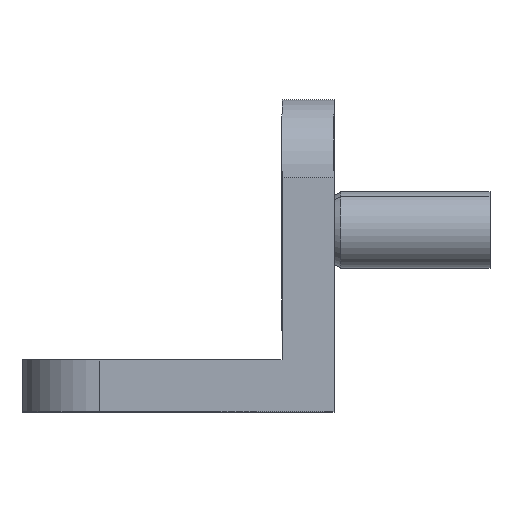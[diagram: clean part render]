
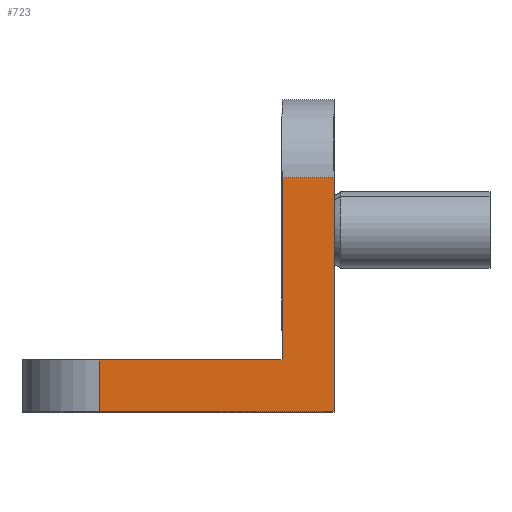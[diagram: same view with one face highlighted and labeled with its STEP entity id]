
A CAD part, front view. The second image highlights one B-rep face of the part: STEP entity #723.
In plain terms, the highlighted planar face has unit normal (0, -1, 0).
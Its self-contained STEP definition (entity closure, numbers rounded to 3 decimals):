
#701=AXIS2_PLACEMENT_3D('Plane Axis2P3D',#698,#699,#700) ;
#334=CARTESIAN_POINT('Vertex',(10.,0.,9.)) ;
#362=CARTESIAN_POINT('Vertex',(10.,0.,2.)) ;
#365=CARTESIAN_POINT('Line Origine',(10.,0.,5.5)) ;
#440=CARTESIAN_POINT('Vertex',(12.,0.,9.)) ;
#445=CARTESIAN_POINT('Line Origine',(12.,0.,4.5)) ;
#449=CARTESIAN_POINT('Vertex',(12.,0.,0.)) ;
#555=CARTESIAN_POINT('Vertex',(3.,0.,2.)) ;
#558=CARTESIAN_POINT('Line Origine',(6.5,0.,2.)) ;
#686=CARTESIAN_POINT('Line Origine',(7.5,0.,9.)) ;
#698=CARTESIAN_POINT('Axis2P3D Location',(12.,0.,7.25)) ;
#703=CARTESIAN_POINT('Line Origine',(3.,0.,1.)) ;
#707=CARTESIAN_POINT('Vertex',(3.,0.,0.)) ;
#710=CARTESIAN_POINT('Line Origine',(7.5,0.,0.)) ;
#366=DIRECTION('Vector Direction',(0.,0.,1.)) ;
#446=DIRECTION('Vector Direction',(0.,0.,-1.)) ;
#559=DIRECTION('Vector Direction',(-1.,0.,0.)) ;
#687=DIRECTION('Vector Direction',(-1.,0.,0.)) ;
#699=DIRECTION('Axis2P3D Direction',(0.,-1.,0.)) ;
#700=DIRECTION('Axis2P3D XDirection',(0.,0.,1.)) ;
#704=DIRECTION('Vector Direction',(0.,0.,1.)) ;
#711=DIRECTION('Vector Direction',(-1.,0.,0.)) ;
#367=VECTOR('Line Direction',#366,1.) ;
#447=VECTOR('Line Direction',#446,1.) ;
#560=VECTOR('Line Direction',#559,1.) ;
#688=VECTOR('Line Direction',#687,1.) ;
#705=VECTOR('Line Direction',#704,1.) ;
#712=VECTOR('Line Direction',#711,1.) ;
#716=ORIENTED_EDGE('',*,*,#369,.F.) ;
#717=ORIENTED_EDGE('',*,*,#562,.T.) ;
#718=ORIENTED_EDGE('',*,*,#709,.F.) ;
#719=ORIENTED_EDGE('',*,*,#714,.F.) ;
#720=ORIENTED_EDGE('',*,*,#451,.F.) ;
#721=ORIENTED_EDGE('',*,*,#690,.T.) ;
#723=ADVANCED_FACE('Winkel',(#722),#702,.T.) ;
#369=EDGE_CURVE('',#363,#335,#368,.T.) ;
#451=EDGE_CURVE('',#441,#450,#448,.T.) ;
#562=EDGE_CURVE('',#363,#556,#561,.T.) ;
#690=EDGE_CURVE('',#441,#335,#689,.T.) ;
#709=EDGE_CURVE('',#708,#556,#706,.T.) ;
#714=EDGE_CURVE('',#450,#708,#713,.T.) ;
#715=EDGE_LOOP('',(#716,#717,#718,#719,#720,#721)) ;
#722=FACE_OUTER_BOUND('',#715,.T.) ;
#368=LINE('Line',#365,#367) ;
#448=LINE('Line',#445,#447) ;
#561=LINE('Line',#558,#560) ;
#689=LINE('Line',#686,#688) ;
#706=LINE('Line',#703,#705) ;
#713=LINE('Line',#710,#712) ;
#702=PLANE('',#701) ;
#335=VERTEX_POINT('',#334) ;
#363=VERTEX_POINT('',#362) ;
#441=VERTEX_POINT('',#440) ;
#450=VERTEX_POINT('',#449) ;
#556=VERTEX_POINT('',#555) ;
#708=VERTEX_POINT('',#707) ;
